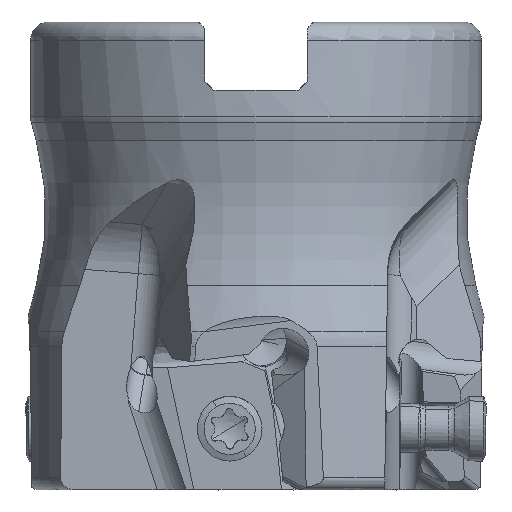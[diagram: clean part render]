
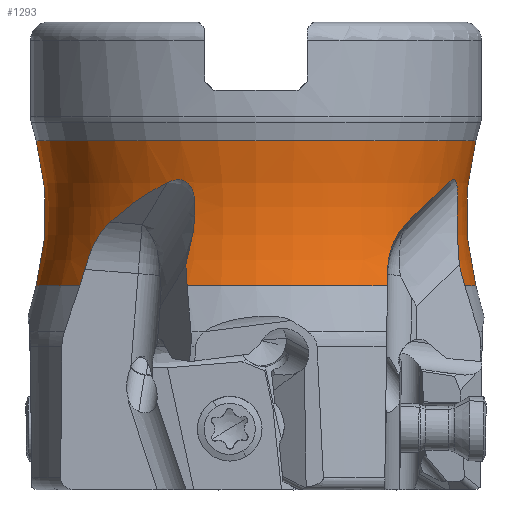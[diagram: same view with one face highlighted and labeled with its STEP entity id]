
A CAD part, front view. The second image highlights one B-rep face of the part: STEP entity #1293.
In plain terms, the highlighted toroidal (fillet/blend) face has major radius 40.255 mm and minor radius 23.005 mm.
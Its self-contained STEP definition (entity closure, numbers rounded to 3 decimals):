
#139=TOROIDAL_SURFACE('',#8557,40.255,23.005);
#1293=ADVANCED_FACE('',(#1927),#139,.F.);
#1927=FACE_OUTER_BOUND('',#2367,.T.);
#2367=EDGE_LOOP('',(#3617,#3618,#3619,#3620,#3621,#3622,#3623,#3624,#3625,
#3626,#3627,#3628,#3629,#3630,#3631,#3632));
#2848=B_SPLINE_CURVE_WITH_KNOTS('',3,(#12893,#12894,#12895,#12896),
 .UNSPECIFIED.,.F.,.F.,(4,4),(0.,1.),.UNSPECIFIED.);
#2871=B_SPLINE_CURVE_WITH_KNOTS('',3,(#13245,#13246,#13247,#13248),
 .UNSPECIFIED.,.F.,.F.,(4,4),(0.,1.),.UNSPECIFIED.);
#2878=B_SPLINE_CURVE_WITH_KNOTS('',3,(#13346,#13347,#13348,#13349),
 .UNSPECIFIED.,.F.,.F.,(4,4),(0.,1.),.UNSPECIFIED.);
#2879=B_SPLINE_CURVE_WITH_KNOTS('',3,(#13351,#13352,#13353,#13354),
 .UNSPECIFIED.,.F.,.F.,(4,4),(0.,1.),.UNSPECIFIED.);
#2880=B_SPLINE_CURVE_WITH_KNOTS('',3,(#13356,#13357,#13358,#13359,#13360,
#13361,#13362,#13363,#13364,#13365),.UNSPECIFIED.,.F.,.F.,(4,2,2,2,4),(0.,
0.125,0.25,0.5,1.),.UNSPECIFIED.);
#2881=B_SPLINE_CURVE_WITH_KNOTS('',3,(#13367,#13368,#13369,#13370),
 .UNSPECIFIED.,.F.,.F.,(4,4),(0.,1.),.UNSPECIFIED.);
#2882=B_SPLINE_CURVE_WITH_KNOTS('',3,(#13373,#13374,#13375,#13376),
 .UNSPECIFIED.,.F.,.F.,(4,4),(0.,1.),.UNSPECIFIED.);
#2883=B_SPLINE_CURVE_WITH_KNOTS('',3,(#13378,#13379,#13380,#13381),
 .UNSPECIFIED.,.F.,.F.,(4,4),(0.,1.),.UNSPECIFIED.);
#2884=B_SPLINE_CURVE_WITH_KNOTS('',3,(#13383,#13384,#13385,#13386,#13387,
#13388,#13389,#13390,#13391,#13392),.UNSPECIFIED.,.F.,.F.,(4,2,2,2,4),(0.,
0.125,0.25,0.5,1.),.UNSPECIFIED.);
#2885=B_SPLINE_CURVE_WITH_KNOTS('',3,(#13394,#13395,#13396,#13397),
 .UNSPECIFIED.,.F.,.F.,(4,4),(0.,1.),.UNSPECIFIED.);
#3617=ORIENTED_EDGE('',*,*,#6900,.F.);
#3618=ORIENTED_EDGE('',*,*,#6901,.T.);
#3619=ORIENTED_EDGE('',*,*,#6902,.T.);
#3620=ORIENTED_EDGE('',*,*,#6903,.T.);
#3621=ORIENTED_EDGE('',*,*,#6899,.F.);
#3622=ORIENTED_EDGE('',*,*,#6887,.F.);
#3623=ORIENTED_EDGE('',*,*,#6904,.T.);
#3624=ORIENTED_EDGE('',*,*,#6905,.T.);
#3625=ORIENTED_EDGE('',*,*,#6906,.T.);
#3626=ORIENTED_EDGE('',*,*,#6907,.T.);
#3627=ORIENTED_EDGE('',*,*,#6908,.F.);
#3628=ORIENTED_EDGE('',*,*,#6837,.F.);
#3629=ORIENTED_EDGE('',*,*,#6909,.T.);
#3630=ORIENTED_EDGE('',*,*,#6910,.F.);
#3631=ORIENTED_EDGE('',*,*,#6911,.T.);
#3632=ORIENTED_EDGE('',*,*,#6912,.T.);
#5980=VERTEX_POINT('',#12892);
#5981=VERTEX_POINT('',#12897);
#6019=VERTEX_POINT('',#13244);
#6020=VERTEX_POINT('',#13249);
#6024=VERTEX_POINT('',#13292);
#6028=VERTEX_POINT('',#13339);
#6029=VERTEX_POINT('',#13340);
#6030=VERTEX_POINT('',#13342);
#6031=VERTEX_POINT('',#13344);
#6032=VERTEX_POINT('',#13350);
#6033=VERTEX_POINT('',#13355);
#6034=VERTEX_POINT('',#13366);
#6035=VERTEX_POINT('',#13371);
#6036=VERTEX_POINT('',#13377);
#6037=VERTEX_POINT('',#13382);
#6038=VERTEX_POINT('',#13393);
#6837=EDGE_CURVE('',#5980,#5981,#2848,.T.);
#6887=EDGE_CURVE('',#6019,#6020,#2871,.T.);
#6899=EDGE_CURVE('',#6020,#6024,#7962,.T.);
#6900=EDGE_CURVE('',#6028,#6029,#7963,.T.);
#6901=EDGE_CURVE('',#6028,#6030,#7964,.T.);
#6902=EDGE_CURVE('',#6030,#6031,#7965,.T.);
#6903=EDGE_CURVE('',#6031,#6024,#7966,.T.);
#6904=EDGE_CURVE('',#6019,#6032,#2878,.T.);
#6905=EDGE_CURVE('',#6032,#6033,#2879,.T.);
#6906=EDGE_CURVE('',#6033,#6034,#2880,.T.);
#6907=EDGE_CURVE('',#6034,#6035,#2881,.T.);
#6908=EDGE_CURVE('',#5981,#6035,#7967,.T.);
#6909=EDGE_CURVE('',#5980,#6036,#2882,.T.);
#6910=EDGE_CURVE('',#6037,#6036,#2883,.T.);
#6911=EDGE_CURVE('',#6037,#6038,#2884,.T.);
#6912=EDGE_CURVE('',#6038,#6029,#2885,.T.);
#7962=CIRCLE('',#8550,18.034);
#7963=CIRCLE('',#8552,18.034);
#7964=CIRCLE('',#8553,23.005);
#7965=CIRCLE('',#8554,18.034);
#7966=CIRCLE('',#8555,23.005);
#7967=CIRCLE('',#8556,18.034);
#8550=AXIS2_PLACEMENT_3D('',#13336,#9682,#9683);
#8552=AXIS2_PLACEMENT_3D('',#13338,#9686,#9687);
#8553=AXIS2_PLACEMENT_3D('',#13341,#9688,#9689);
#8554=AXIS2_PLACEMENT_3D('',#13343,#9690,#9691);
#8555=AXIS2_PLACEMENT_3D('',#13345,#9692,#9693);
#8556=AXIS2_PLACEMENT_3D('',#13372,#9694,#9695);
#8557=AXIS2_PLACEMENT_3D('',#13398,#9696,#9697);
#9682=DIRECTION('',(0.,0.,-1.));
#9683=DIRECTION('',(-0.802,-0.598,0.));
#9686=DIRECTION('',(0.,0.,-1.));
#9687=DIRECTION('',(1.,0.,0.));
#9688=DIRECTION('',(0.,1.,0.));
#9689=DIRECTION('',(-0.966,0.,-0.259));
#9690=DIRECTION('',(0.,0.,-1.));
#9691=DIRECTION('',(1.,0.,0.));
#9692=DIRECTION('',(0.,1.,0.));
#9693=DIRECTION('',(0.966,0.,0.259));
#9694=DIRECTION('',(0.,0.,-1.));
#9695=DIRECTION('',(0.598,-0.802,0.));
#9696=DIRECTION('',(0.,0.,-1.));
#9697=DIRECTION('',(-1.,0.,0.));
#12892=CARTESIAN_POINT('',(10.798,-14.045,-20.3));
#12893=CARTESIAN_POINT('',(10.798,-14.045,-20.3));
#12894=CARTESIAN_POINT('',(10.792,-14.167,-20.754));
#12895=CARTESIAN_POINT('',(10.786,-14.304,-21.204));
#12896=CARTESIAN_POINT('',(10.78,-14.457,-21.648));
#12897=CARTESIAN_POINT('',(10.78,-14.457,-21.648));
#13244=CARTESIAN_POINT('',(-14.045,-10.798,-20.3));
#13245=CARTESIAN_POINT('',(-14.045,-10.798,-20.3));
#13246=CARTESIAN_POINT('',(-14.167,-10.792,-20.754));
#13247=CARTESIAN_POINT('',(-14.304,-10.786,-21.204));
#13248=CARTESIAN_POINT('',(-14.457,-10.78,-21.648));
#13249=CARTESIAN_POINT('',(-14.457,-10.78,-21.648));
#13292=CARTESIAN_POINT('',(-18.034,0.,-21.648));
#13336=CARTESIAN_POINT('',(0.,0.,-21.648));
#13338=CARTESIAN_POINT('',(0.,0.,-21.648));
#13339=CARTESIAN_POINT('',(18.034,0.,-21.648));
#13340=CARTESIAN_POINT('',(17.124,-5.655,-21.648));
#13341=CARTESIAN_POINT('',(40.255,0.,-15.694));
#13342=CARTESIAN_POINT('',(18.034,0.,-9.74));
#13343=CARTESIAN_POINT('',(0.,0.,-9.74));
#13344=CARTESIAN_POINT('',(-18.034,0.,-9.74));
#13345=CARTESIAN_POINT('',(-40.255,0.,-15.694));
#13346=CARTESIAN_POINT('',(-14.045,-10.798,-20.3));
#13347=CARTESIAN_POINT('',(-13.626,-10.818,-18.736));
#13348=CARTESIAN_POINT('',(-12.971,-11.51,-17.316));
#13349=CARTESIAN_POINT('',(-11.984,-12.424,-16.417));
#13350=CARTESIAN_POINT('',(-11.984,-12.424,-16.417));
#13351=CARTESIAN_POINT('',(-11.984,-12.424,-16.417));
#13352=CARTESIAN_POINT('',(-10.619,-13.686,-15.176));
#13353=CARTESIAN_POINT('',(-9.1,-14.848,-14.053));
#13354=CARTESIAN_POINT('',(-7.26,-15.799,-13.18));
#13355=CARTESIAN_POINT('',(-7.26,-15.799,-13.18));
#13356=CARTESIAN_POINT('',(-7.26,-15.799,-13.18));
#13357=CARTESIAN_POINT('',(-6.956,-15.957,-13.035));
#13358=CARTESIAN_POINT('',(-6.627,-16.112,-12.921));
#13359=CARTESIAN_POINT('',(-5.934,-16.377,-12.946));
#13360=CARTESIAN_POINT('',(-5.586,-16.469,-13.149));
#13361=CARTESIAN_POINT('',(-4.989,-16.568,-14.079));
#13362=CARTESIAN_POINT('',(-4.982,-16.518,-14.874));
#13363=CARTESIAN_POINT('',(-5.057,-16.486,-17.067));
#13364=CARTESIAN_POINT('',(-5.372,-16.531,-18.517));
#13365=CARTESIAN_POINT('',(-5.758,-16.677,-19.93));
#13366=CARTESIAN_POINT('',(-5.758,-16.677,-19.93));
#13367=CARTESIAN_POINT('',(-5.758,-16.677,-19.93));
#13368=CARTESIAN_POINT('',(-5.738,-16.799,-20.51));
#13369=CARTESIAN_POINT('',(-5.704,-16.949,-21.084));
#13370=CARTESIAN_POINT('',(-5.655,-17.124,-21.648));
#13371=CARTESIAN_POINT('',(-5.655,-17.124,-21.648));
#13372=CARTESIAN_POINT('',(0.,0.,-21.648));
#13373=CARTESIAN_POINT('',(10.798,-14.045,-20.3));
#13374=CARTESIAN_POINT('',(10.818,-13.626,-18.736));
#13375=CARTESIAN_POINT('',(11.51,-12.971,-17.316));
#13376=CARTESIAN_POINT('',(12.424,-11.984,-16.417));
#13377=CARTESIAN_POINT('',(12.424,-11.984,-16.417));
#13378=CARTESIAN_POINT('',(15.799,-7.26,-13.18));
#13379=CARTESIAN_POINT('',(14.848,-9.1,-14.053));
#13380=CARTESIAN_POINT('',(13.686,-10.619,-15.176));
#13381=CARTESIAN_POINT('',(12.424,-11.984,-16.417));
#13382=CARTESIAN_POINT('',(15.799,-7.26,-13.18));
#13383=CARTESIAN_POINT('',(15.799,-7.26,-13.18));
#13384=CARTESIAN_POINT('',(15.957,-6.956,-13.035));
#13385=CARTESIAN_POINT('',(16.112,-6.627,-12.921));
#13386=CARTESIAN_POINT('',(16.377,-5.934,-12.946));
#13387=CARTESIAN_POINT('',(16.469,-5.586,-13.149));
#13388=CARTESIAN_POINT('',(16.568,-4.989,-14.079));
#13389=CARTESIAN_POINT('',(16.518,-4.982,-14.874));
#13390=CARTESIAN_POINT('',(16.486,-5.057,-17.067));
#13391=CARTESIAN_POINT('',(16.531,-5.372,-18.517));
#13392=CARTESIAN_POINT('',(16.677,-5.758,-19.93));
#13393=CARTESIAN_POINT('',(16.677,-5.758,-19.93));
#13394=CARTESIAN_POINT('',(16.677,-5.758,-19.93));
#13395=CARTESIAN_POINT('',(16.799,-5.738,-20.51));
#13396=CARTESIAN_POINT('',(16.949,-5.704,-21.084));
#13397=CARTESIAN_POINT('',(17.124,-5.655,-21.648));
#13398=CARTESIAN_POINT('',(0.,0.,-15.694));
